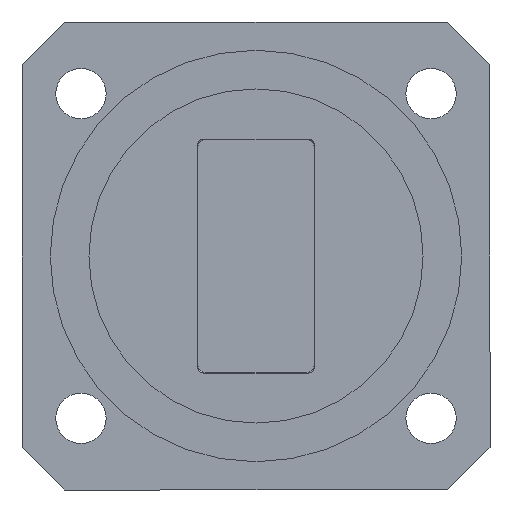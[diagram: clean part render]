
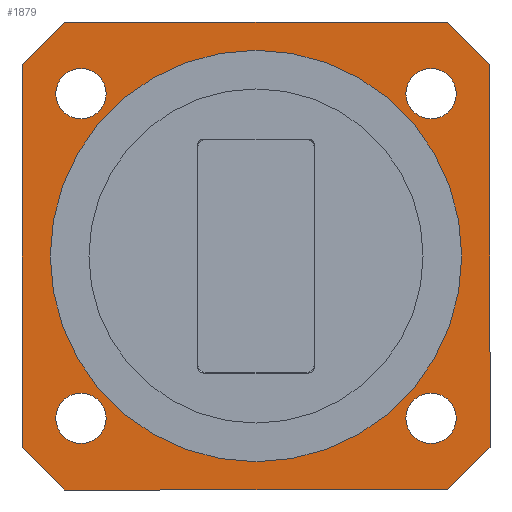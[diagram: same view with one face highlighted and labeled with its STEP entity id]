
A CAD part, left-side view. The second image highlights one B-rep face of the part: STEP entity #1879.
In plain terms, the highlighted planar face has unit normal (-1, 0, 0).
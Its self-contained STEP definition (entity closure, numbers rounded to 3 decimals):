
#3 = VERTEX_POINT ( 'NONE', #1091 ) ;
#51 = DIRECTION ( 'NONE',  ( 0., 1., 0. ) ) ;
#65 = DIRECTION ( 'NONE',  ( 1., 0., 0. ) ) ;
#100 = CIRCLE ( 'NONE', #639, 2.05 ) ;
#135 = DIRECTION ( 'NONE',  ( 0., -1., 0. ) ) ;
#181 = ORIENTED_EDGE ( 'NONE', *, *, #367, .F. ) ;
#195 = ORIENTED_EDGE ( 'NONE', *, *, #1770, .F. ) ;
#246 = CARTESIAN_POINT ( 'NONE',  ( -96., 19.05, -15.55 ) ) ;
#257 = EDGE_CURVE ( 'NONE', #684, #684, #2413, .T. ) ;
#318 = VERTEX_POINT ( 'NONE', #246 ) ;
#320 = EDGE_CURVE ( 'NONE', #452, #452, #2283, .T. ) ;
#361 = ORIENTED_EDGE ( 'NONE', *, *, #873, .F. ) ;
#367 = EDGE_CURVE ( 'NONE', #318, #388, #853, .T. ) ;
#388 = VERTEX_POINT ( 'NONE', #2005 ) ;
#390 = FACE_BOUND ( 'NONE', #535, .T. ) ;
#426 = DIRECTION ( 'NONE',  ( 0., -1., 0. ) ) ;
#446 = EDGE_CURVE ( 'NONE', #1287, #2161, #526, .T. ) ;
#452 = VERTEX_POINT ( 'NONE', #2098 ) ;
#466 = CARTESIAN_POINT ( 'NONE',  ( -96., 19.05, -19.05 ) ) ;
#475 = CARTESIAN_POINT ( 'NONE',  ( -96., -19.05, 15.55 ) ) ;
#489 = EDGE_LOOP ( 'NONE', ( #839 ) ) ;
#495 = DIRECTION ( 'NONE',  ( 0., -1., 0. ) ) ;
#506 = AXIS2_PLACEMENT_3D ( 'NONE', #1854, #830, #426 ) ;
#526 = LINE ( 'NONE', #922, #2456 ) ;
#527 = VECTOR ( 'NONE', #1248, 1000. ) ;
#535 = EDGE_LOOP ( 'NONE', ( #2466 ) ) ;
#613 = VECTOR ( 'NONE', #1278, 1000. ) ;
#623 = CARTESIAN_POINT ( 'NONE',  ( -96., 15.55, -19.05 ) ) ;
#625 = FACE_BOUND ( 'NONE', #1921, .T. ) ;
#629 = ORIENTED_EDGE ( 'NONE', *, *, #446, .F. ) ;
#639 = AXIS2_PLACEMENT_3D ( 'NONE', #1305, #1691, #2139 ) ;
#655 = CARTESIAN_POINT ( 'NONE',  ( -96., -16.3, -13.21 ) ) ;
#659 = EDGE_CURVE ( 'NONE', #318, #872, #2279, .T. ) ;
#684 = VERTEX_POINT ( 'NONE', #655 ) ;
#766 = CARTESIAN_POINT ( 'NONE',  ( -96., -14.25, 13.21 ) ) ;
#830 = DIRECTION ( 'NONE',  ( 1., 0., 0. ) ) ;
#839 = ORIENTED_EDGE ( 'NONE', *, *, #1209, .T. ) ;
#853 = LINE ( 'NONE', #466, #613 ) ;
#865 = CARTESIAN_POINT ( 'NONE',  ( -96., 19.05, -15.55 ) ) ;
#872 = VERTEX_POINT ( 'NONE', #623 ) ;
#873 = EDGE_CURVE ( 'NONE', #2510, #3, #1438, .T. ) ;
#894 = VECTOR ( 'NONE', #1530, 1000. ) ;
#896 = ORIENTED_EDGE ( 'NONE', *, *, #924, .T. ) ;
#922 = CARTESIAN_POINT ( 'NONE',  ( -96., 19.05, 19.05 ) ) ;
#924 = EDGE_CURVE ( 'NONE', #1287, #388, #1960, .T. ) ;
#955 = LINE ( 'NONE', #1395, #1190 ) ;
#975 = CARTESIAN_POINT ( 'NONE',  ( -96., 12.2, 13.21 ) ) ;
#1053 = LINE ( 'NONE', #475, #1093 ) ;
#1058 = AXIS2_PLACEMENT_3D ( 'NONE', #766, #1582, #1143 ) ;
#1070 = ORIENTED_EDGE ( 'NONE', *, *, #2226, .T. ) ;
#1087 = CARTESIAN_POINT ( 'NONE',  ( -96., -14.25, -13.21 ) ) ;
#1090 = EDGE_LOOP ( 'NONE', ( #1210 ) ) ;
#1091 = CARTESIAN_POINT ( 'NONE',  ( -96., -19.05, -15.55 ) ) ;
#1093 = VECTOR ( 'NONE', #1859, 1000. ) ;
#1100 = VECTOR ( 'NONE', #2085, 1000. ) ;
#1129 = EDGE_CURVE ( 'NONE', #1989, #3, #955, .T. ) ;
#1143 = DIRECTION ( 'NONE',  ( 0., -1., 0. ) ) ;
#1190 = VECTOR ( 'NONE', #2611, 1000. ) ;
#1209 = EDGE_CURVE ( 'NONE', #1365, #1365, #100, .T. ) ;
#1210 = ORIENTED_EDGE ( 'NONE', *, *, #2453, .T. ) ;
#1234 = PLANE ( 'NONE',  #2620 ) ;
#1248 = DIRECTION ( 'NONE',  ( 0., -0.707, -0.707 ) ) ;
#1266 = CIRCLE ( 'NONE', #506, 2.05 ) ;
#1275 = CARTESIAN_POINT ( 'NONE',  ( -96., 0., 0. ) ) ;
#1278 = DIRECTION ( 'NONE',  ( 0., 0., 1. ) ) ;
#1286 = AXIS2_PLACEMENT_3D ( 'NONE', #1087, #65, #495 ) ;
#1287 = VERTEX_POINT ( 'NONE', #2203 ) ;
#1305 = CARTESIAN_POINT ( 'NONE',  ( -96., 14.25, -13.21 ) ) ;
#1365 = VERTEX_POINT ( 'NONE', #2207 ) ;
#1366 = EDGE_CURVE ( 'NONE', #2370, #2370, #1668, .T. ) ;
#1371 = ORIENTED_EDGE ( 'NONE', *, *, #257, .T. ) ;
#1395 = CARTESIAN_POINT ( 'NONE',  ( -96., -15.55, -19.05 ) ) ;
#1438 = LINE ( 'NONE', #2471, #1100 ) ;
#1442 = FACE_BOUND ( 'NONE', #489, .T. ) ;
#1495 = ORIENTED_EDGE ( 'NONE', *, *, #1366, .T. ) ;
#1530 = DIRECTION ( 'NONE',  ( 0., 0.707, -0.707 ) ) ;
#1582 = DIRECTION ( 'NONE',  ( 1., 0., 0. ) ) ;
#1647 = FACE_BOUND ( 'NONE', #1090, .T. ) ;
#1668 = CIRCLE ( 'NONE', #1058, 2.05 ) ;
#1690 = CARTESIAN_POINT ( 'NONE',  ( -96., -15.55, -19.05 ) ) ;
#1691 = DIRECTION ( 'NONE',  ( 1., 0., 0. ) ) ;
#1770 = EDGE_CURVE ( 'NONE', #1989, #872, #1999, .T. ) ;
#1787 = CARTESIAN_POINT ( 'NONE',  ( -96., -19.05, -19.05 ) ) ;
#1854 = CARTESIAN_POINT ( 'NONE',  ( -96., 14.25, 13.21 ) ) ;
#1859 = DIRECTION ( 'NONE',  ( 0., 0.707, 0.707 ) ) ;
#1879 = ADVANCED_FACE ( 'NONE', ( #2232, #390, #2091, #625, #1647, #1442 ), #1234, .F. ) ;
#1898 = ORIENTED_EDGE ( 'NONE', *, *, #1129, .T. ) ;
#1921 = EDGE_LOOP ( 'NONE', ( #1495 ) ) ;
#1960 = LINE ( 'NONE', #2172, #894 ) ;
#1989 = VERTEX_POINT ( 'NONE', #1690 ) ;
#1999 = LINE ( 'NONE', #1787, #2578 ) ;
#2005 = CARTESIAN_POINT ( 'NONE',  ( -96., 19.05, 15.55 ) ) ;
#2043 = CARTESIAN_POINT ( 'NONE',  ( -96., -19.05, 15.55 ) ) ;
#2085 = DIRECTION ( 'NONE',  ( 0., 0., -1. ) ) ;
#2091 = FACE_BOUND ( 'NONE', #2264, .T. ) ;
#2098 = CARTESIAN_POINT ( 'NONE',  ( -96., -16.75, 0. ) ) ;
#2139 = DIRECTION ( 'NONE',  ( 0., -1., 0. ) ) ;
#2140 = DIRECTION ( 'NONE',  ( -1., 0., 0. ) ) ;
#2161 = VERTEX_POINT ( 'NONE', #2214 ) ;
#2170 = EDGE_LOOP ( 'NONE', ( #1070, #629, #896, #181, #2360, #195, #1898, #361 ) ) ;
#2172 = CARTESIAN_POINT ( 'NONE',  ( -96., 15.55, 19.05 ) ) ;
#2203 = CARTESIAN_POINT ( 'NONE',  ( -96., 15.55, 19.05 ) ) ;
#2207 = CARTESIAN_POINT ( 'NONE',  ( -96., 12.2, -13.21 ) ) ;
#2214 = CARTESIAN_POINT ( 'NONE',  ( -96., -15.55, 19.05 ) ) ;
#2226 = EDGE_CURVE ( 'NONE', #2510, #2161, #1053, .T. ) ;
#2232 = FACE_OUTER_BOUND ( 'NONE', #2170, .T. ) ;
#2264 = EDGE_LOOP ( 'NONE', ( #1371 ) ) ;
#2279 = LINE ( 'NONE', #865, #527 ) ;
#2283 = CIRCLE ( 'NONE', #2628, 16.75 ) ;
#2294 = CARTESIAN_POINT ( 'NONE',  ( -96., 0., 0. ) ) ;
#2353 = CARTESIAN_POINT ( 'NONE',  ( -96., -16.3, 13.21 ) ) ;
#2360 = ORIENTED_EDGE ( 'NONE', *, *, #659, .T. ) ;
#2370 = VERTEX_POINT ( 'NONE', #2353 ) ;
#2413 = CIRCLE ( 'NONE', #1286, 2.05 ) ;
#2453 = EDGE_CURVE ( 'NONE', #2583, #2583, #1266, .T. ) ;
#2456 = VECTOR ( 'NONE', #135, 1000. ) ;
#2464 = DIRECTION ( 'NONE',  ( 1., 0., 0. ) ) ;
#2466 = ORIENTED_EDGE ( 'NONE', *, *, #320, .F. ) ;
#2471 = CARTESIAN_POINT ( 'NONE',  ( -96., -19.05, 19.05 ) ) ;
#2508 = DIRECTION ( 'NONE',  ( 0., -1., 0. ) ) ;
#2510 = VERTEX_POINT ( 'NONE', #2043 ) ;
#2578 = VECTOR ( 'NONE', #2606, 1000. ) ;
#2583 = VERTEX_POINT ( 'NONE', #975 ) ;
#2606 = DIRECTION ( 'NONE',  ( 0., 1., 0. ) ) ;
#2611 = DIRECTION ( 'NONE',  ( 0., -0.707, 0.707 ) ) ;
#2620 = AXIS2_PLACEMENT_3D ( 'NONE', #1275, #2464, #51 ) ;
#2628 = AXIS2_PLACEMENT_3D ( 'NONE', #2294, #2140, #2508 ) ;
